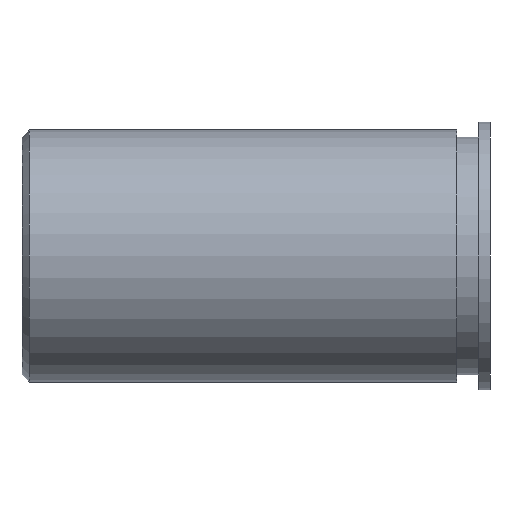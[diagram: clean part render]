
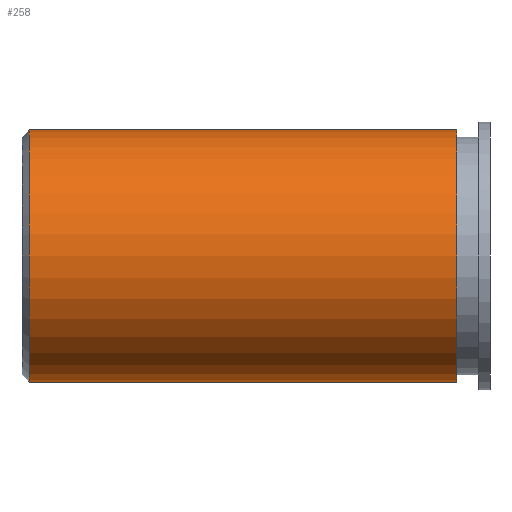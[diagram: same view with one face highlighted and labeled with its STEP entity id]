
A CAD part, left-side view. The second image highlights one B-rep face of the part: STEP entity #258.
In plain terms, the highlighted cylindrical face has radius 4.312 mm (diameter 8.623 mm), a partial arc.
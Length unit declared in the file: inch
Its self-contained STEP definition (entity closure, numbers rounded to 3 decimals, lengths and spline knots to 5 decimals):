
#12 = CIRCLE ( 'NONE', #27, 0.16975 ) ;
#19 = CIRCLE ( 'NONE', #58, 0.16975 ) ;
#27 = AXIS2_PLACEMENT_3D ( 'NONE', #816, #817, #818 ) ;
#52 = VECTOR ( 'NONE', #643, 39.37008 ) ;
#58 = AXIS2_PLACEMENT_3D ( 'NONE', #663, #667, #674 ) ;
#73 = VECTOR ( 'NONE', #788, 39.37008 ) ;
#109 = CARTESIAN_POINT ( 'NONE',  ( -0.92789, 1.60177, -0.38458 ) ) ;
#171 = DIRECTION ( 'NONE',  ( 0., 1., 0. ) ) ;
#194 = DIRECTION ( 'NONE',  ( 0., 0., 1. ) ) ;
#258 = ADVANCED_FACE ( 'NONE', ( #517 ), #527, .T. ) ;
#275 = EDGE_CURVE ( 'NONE', #521, #607, #380, .T. ) ;
#285 = EDGE_CURVE ( 'NONE', #606, #610, #349, .T. ) ;
#297 = EDGE_CURVE ( 'NONE', #607, #610, #12, .T. ) ;
#314 = EDGE_CURVE ( 'NONE', #521, #606, #19, .T. ) ;
#349 = LINE ( 'NONE', #789, #73 ) ;
#380 = LINE ( 'NONE', #666, #52 ) ;
#428 = ORIENTED_EDGE ( 'NONE', *, *, #275, .F. ) ;
#436 = ORIENTED_EDGE ( 'NONE', *, *, #314, .T. ) ;
#475 = EDGE_LOOP ( 'NONE', ( #428, #436, #538, #548 ) ) ;
#517 = FACE_OUTER_BOUND ( 'NONE', #475, .T. ) ;
#521 = VERTEX_POINT ( 'NONE', #688 ) ;
#527 = CYLINDRICAL_SURFACE ( 'NONE', #557, 0.16975 ) ;
#538 = ORIENTED_EDGE ( 'NONE', *, *, #285, .T. ) ;
#548 = ORIENTED_EDGE ( 'NONE', *, *, #297, .F. ) ;
#557 = AXIS2_PLACEMENT_3D ( 'NONE', #109, #171, #194 ) ;
#606 = VERTEX_POINT ( 'NONE', #683 ) ;
#607 = VERTEX_POINT ( 'NONE', #679 ) ;
#610 = VERTEX_POINT ( 'NONE', #677 ) ;
#643 = DIRECTION ( 'NONE',  ( 0., 1., 0. ) ) ;
#663 = CARTESIAN_POINT ( 'NONE',  ( -0.92789, 1.01677, -0.38458 ) ) ;
#666 = CARTESIAN_POINT ( 'NONE',  ( -0.92789, 1.60177, -0.55433 ) ) ;
#667 = DIRECTION ( 'NONE',  ( 0., 1., 0. ) ) ;
#674 = DIRECTION ( 'NONE',  ( 0., 0., 1. ) ) ;
#677 = CARTESIAN_POINT ( 'NONE',  ( -0.92789, 1.59177, -0.21483 ) ) ;
#679 = CARTESIAN_POINT ( 'NONE',  ( -0.92789, 1.59177, -0.55433 ) ) ;
#683 = CARTESIAN_POINT ( 'NONE',  ( -0.92789, 1.01677, -0.21483 ) ) ;
#688 = CARTESIAN_POINT ( 'NONE',  ( -0.92789, 1.01677, -0.55433 ) ) ;
#788 = DIRECTION ( 'NONE',  ( 0., 1., 0. ) ) ;
#789 = CARTESIAN_POINT ( 'NONE',  ( -0.92789, 1.60177, -0.21483 ) ) ;
#816 = CARTESIAN_POINT ( 'NONE',  ( -0.92789, 1.59177, -0.38458 ) ) ;
#817 = DIRECTION ( 'NONE',  ( 0., 1., 0. ) ) ;
#818 = DIRECTION ( 'NONE',  ( 0., 0., 1. ) ) ;
